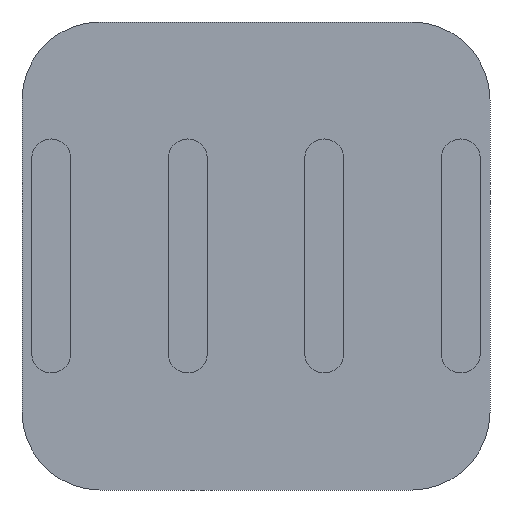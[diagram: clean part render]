
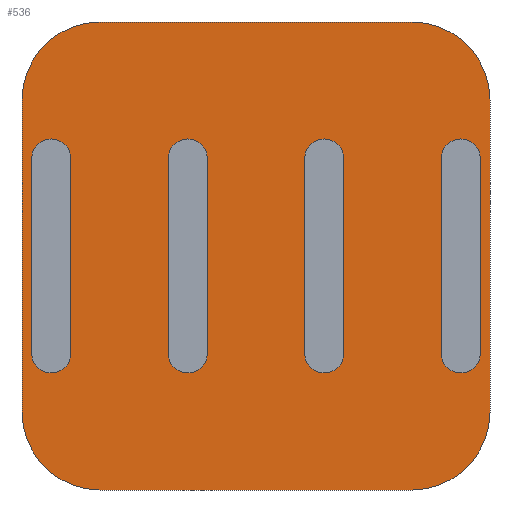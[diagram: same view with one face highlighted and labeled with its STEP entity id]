
A CAD part, front view. The second image highlights one B-rep face of the part: STEP entity #536.
In plain terms, the highlighted planar face has unit normal (0, -1, 0).
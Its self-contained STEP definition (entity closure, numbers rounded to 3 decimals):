
#1=CARTESIAN_POINT('',(2.,0.,-2.));
#2=DIRECTION('',(0.,-1.,0.));
#3=DIRECTION('',(0.,0.,-1.));
#4=AXIS2_PLACEMENT_3D('',#1,#2,#3);
#6=DIRECTION('',(-1.,0.,0.));
#7=VECTOR('',#6,4.);
#8=CARTESIAN_POINT('',(2.,0.,-3.));
#9=LINE('',#8,#7);
#10=CARTESIAN_POINT('',(-2.,0.,-2.));
#11=DIRECTION('',(0.,-1.,0.));
#12=DIRECTION('',(-1.,0.,0.));
#13=AXIS2_PLACEMENT_3D('',#10,#11,#12);
#15=DIRECTION('',(0.,0.,1.));
#16=VECTOR('',#15,4.);
#17=CARTESIAN_POINT('',(-3.,0.,-2.));
#18=LINE('',#17,#16);
#19=CARTESIAN_POINT('',(-2.,0.,2.));
#20=DIRECTION('',(0.,-1.,0.));
#21=DIRECTION('',(0.,0.,1.));
#22=AXIS2_PLACEMENT_3D('',#19,#20,#21);
#24=DIRECTION('',(1.,0.,0.));
#25=VECTOR('',#24,4.);
#26=CARTESIAN_POINT('',(-2.,0.,3.));
#27=LINE('',#26,#25);
#28=CARTESIAN_POINT('',(2.,0.,2.));
#29=DIRECTION('',(0.,-1.,0.));
#30=DIRECTION('',(1.,0.,0.));
#31=AXIS2_PLACEMENT_3D('',#28,#29,#30);
#33=DIRECTION('',(0.,0.,-1.));
#34=VECTOR('',#33,4.);
#35=CARTESIAN_POINT('',(3.,0.,2.));
#36=LINE('',#35,#34);
#37=CARTESIAN_POINT('',(-2.625,0.,-1.25));
#38=DIRECTION('',(0.,-1.,0.));
#39=DIRECTION('',(-1.,0.,0.));
#40=AXIS2_PLACEMENT_3D('',#37,#38,#39);
#42=DIRECTION('',(0.,0.,1.));
#43=VECTOR('',#42,2.5);
#44=CARTESIAN_POINT('',(-2.375,0.,-1.25));
#45=LINE('',#44,#43);
#46=CARTESIAN_POINT('',(-2.625,0.,1.25));
#47=DIRECTION('',(0.,-1.,0.));
#48=DIRECTION('',(1.,0.,0.));
#49=AXIS2_PLACEMENT_3D('',#46,#47,#48);
#51=DIRECTION('',(0.,0.,-1.));
#52=VECTOR('',#51,2.5);
#53=CARTESIAN_POINT('',(-2.875,0.,1.25));
#54=LINE('',#53,#52);
#55=CARTESIAN_POINT('',(-0.875,0.,1.25));
#56=DIRECTION('',(0.,-1.,0.));
#57=DIRECTION('',(1.,0.,0.));
#58=AXIS2_PLACEMENT_3D('',#55,#56,#57);
#60=DIRECTION('',(0.,0.,-1.));
#61=VECTOR('',#60,2.5);
#62=CARTESIAN_POINT('',(-1.125,0.,1.25));
#63=LINE('',#62,#61);
#64=CARTESIAN_POINT('',(-0.875,0.,-1.25));
#65=DIRECTION('',(0.,-1.,0.));
#66=DIRECTION('',(-1.,0.,0.));
#67=AXIS2_PLACEMENT_3D('',#64,#65,#66);
#69=DIRECTION('',(0.,0.,1.));
#70=VECTOR('',#69,2.5);
#71=CARTESIAN_POINT('',(-0.625,0.,-1.25));
#72=LINE('',#71,#70);
#73=DIRECTION('',(0.,0.,-1.));
#74=VECTOR('',#73,2.5);
#75=CARTESIAN_POINT('',(0.625,0.,1.25));
#76=LINE('',#75,#74);
#77=CARTESIAN_POINT('',(0.875,0.,-1.25));
#78=DIRECTION('',(0.,-1.,0.));
#79=DIRECTION('',(-1.,0.,0.));
#80=AXIS2_PLACEMENT_3D('',#77,#78,#79);
#82=DIRECTION('',(0.,0.,1.));
#83=VECTOR('',#82,2.5);
#84=CARTESIAN_POINT('',(1.125,0.,-1.25));
#85=LINE('',#84,#83);
#86=CARTESIAN_POINT('',(0.875,0.,1.25));
#87=DIRECTION('',(0.,-1.,0.));
#88=DIRECTION('',(1.,0.,0.));
#89=AXIS2_PLACEMENT_3D('',#86,#87,#88);
#91=CARTESIAN_POINT('',(2.625,0.,1.25));
#92=DIRECTION('',(0.,-1.,0.));
#93=DIRECTION('',(1.,0.,0.));
#94=AXIS2_PLACEMENT_3D('',#91,#92,#93);
#96=DIRECTION('',(0.,0.,-1.));
#97=VECTOR('',#96,2.5);
#98=CARTESIAN_POINT('',(2.375,0.,1.25));
#99=LINE('',#98,#97);
#100=CARTESIAN_POINT('',(2.625,0.,-1.25));
#101=DIRECTION('',(0.,-1.,0.));
#102=DIRECTION('',(-1.,0.,0.));
#103=AXIS2_PLACEMENT_3D('',#100,#101,#102);
#105=DIRECTION('',(0.,0.,1.));
#106=VECTOR('',#105,2.5);
#107=CARTESIAN_POINT('',(2.875,0.,-1.25));
#108=LINE('',#107,#106);
#361=CARTESIAN_POINT('',(2.,0.,-3.));
#362=CARTESIAN_POINT('',(3.,0.,-2.));
#363=VERTEX_POINT('',#361);
#364=VERTEX_POINT('',#362);
#369=CARTESIAN_POINT('',(-3.,0.,-2.));
#370=CARTESIAN_POINT('',(-2.,0.,-3.));
#371=VERTEX_POINT('',#369);
#372=VERTEX_POINT('',#370);
#377=CARTESIAN_POINT('',(3.,0.,2.));
#378=CARTESIAN_POINT('',(2.,0.,3.));
#379=VERTEX_POINT('',#377);
#380=VERTEX_POINT('',#378);
#385=CARTESIAN_POINT('',(-2.,0.,3.));
#386=CARTESIAN_POINT('',(-3.,0.,2.));
#387=VERTEX_POINT('',#385);
#388=VERTEX_POINT('',#386);
#397=CARTESIAN_POINT('',(-2.375,0.,-1.25));
#398=VERTEX_POINT('',#397);
#399=CARTESIAN_POINT('',(-2.875,0.,-1.25));
#400=VERTEX_POINT('',#399);
#402=CARTESIAN_POINT('',(-2.375,0.,1.25));
#404=VERTEX_POINT('',#402);
#407=CARTESIAN_POINT('',(-2.875,0.,1.25));
#408=VERTEX_POINT('',#407);
#413=CARTESIAN_POINT('',(-1.125,0.,1.25));
#414=VERTEX_POINT('',#413);
#415=CARTESIAN_POINT('',(-0.625,0.,1.25));
#416=VERTEX_POINT('',#415);
#418=CARTESIAN_POINT('',(-1.125,0.,-1.25));
#420=VERTEX_POINT('',#418);
#423=CARTESIAN_POINT('',(-0.625,0.,-1.25));
#424=VERTEX_POINT('',#423);
#426=CARTESIAN_POINT('',(0.625,0.,-1.25));
#428=VERTEX_POINT('',#426);
#431=CARTESIAN_POINT('',(1.125,0.,-1.25));
#432=VERTEX_POINT('',#431);
#437=CARTESIAN_POINT('',(0.625,0.,1.25));
#438=VERTEX_POINT('',#437);
#439=CARTESIAN_POINT('',(1.125,0.,1.25));
#440=VERTEX_POINT('',#439);
#445=CARTESIAN_POINT('',(2.375,0.,1.25));
#446=VERTEX_POINT('',#445);
#447=CARTESIAN_POINT('',(2.875,0.,1.25));
#448=VERTEX_POINT('',#447);
#450=CARTESIAN_POINT('',(2.375,0.,-1.25));
#452=VERTEX_POINT('',#450);
#455=CARTESIAN_POINT('',(2.875,0.,-1.25));
#456=VERTEX_POINT('',#455);
#473=CARTESIAN_POINT('',(0.,0.,0.));
#474=DIRECTION('',(0.,1.,0.));
#475=DIRECTION('',(1.,0.,0.));
#476=AXIS2_PLACEMENT_3D('',#473,#474,#475);
#477=PLANE('',#476);
#479=ORIENTED_EDGE('',*,*,#478,.F.);
#481=ORIENTED_EDGE('',*,*,#480,.T.);
#483=ORIENTED_EDGE('',*,*,#482,.F.);
#485=ORIENTED_EDGE('',*,*,#484,.T.);
#487=ORIENTED_EDGE('',*,*,#486,.F.);
#489=ORIENTED_EDGE('',*,*,#488,.T.);
#491=ORIENTED_EDGE('',*,*,#490,.F.);
#493=ORIENTED_EDGE('',*,*,#492,.T.);
#494=EDGE_LOOP('',(#479,#481,#483,#485,#487,#489,#491,#493));
#495=FACE_OUTER_BOUND('',#494,.F.);
#497=ORIENTED_EDGE('',*,*,#496,.T.);
#499=ORIENTED_EDGE('',*,*,#498,.T.);
#501=ORIENTED_EDGE('',*,*,#500,.T.);
#503=ORIENTED_EDGE('',*,*,#502,.T.);
#504=EDGE_LOOP('',(#497,#499,#501,#503));
#505=FACE_BOUND('',#504,.F.);
#507=ORIENTED_EDGE('',*,*,#506,.T.);
#509=ORIENTED_EDGE('',*,*,#508,.T.);
#511=ORIENTED_EDGE('',*,*,#510,.T.);
#513=ORIENTED_EDGE('',*,*,#512,.T.);
#514=EDGE_LOOP('',(#507,#509,#511,#513));
#515=FACE_BOUND('',#514,.F.);
#517=ORIENTED_EDGE('',*,*,#516,.T.);
#519=ORIENTED_EDGE('',*,*,#518,.T.);
#521=ORIENTED_EDGE('',*,*,#520,.T.);
#523=ORIENTED_EDGE('',*,*,#522,.T.);
#524=EDGE_LOOP('',(#517,#519,#521,#523));
#525=FACE_BOUND('',#524,.F.);
#527=ORIENTED_EDGE('',*,*,#526,.T.);
#529=ORIENTED_EDGE('',*,*,#528,.T.);
#531=ORIENTED_EDGE('',*,*,#530,.T.);
#533=ORIENTED_EDGE('',*,*,#532,.T.);
#534=EDGE_LOOP('',(#527,#529,#531,#533));
#535=FACE_BOUND('',#534,.F.);
#536=ADVANCED_FACE('',(#495,#505,#515,#525,#535),#477,.F.);
#5=CIRCLE('',#4,1.);
#14=CIRCLE('',#13,1.);
#23=CIRCLE('',#22,1.);
#32=CIRCLE('',#31,1.);
#41=CIRCLE('',#40,0.25);
#50=CIRCLE('',#49,0.25);
#59=CIRCLE('',#58,0.25);
#68=CIRCLE('',#67,0.25);
#81=CIRCLE('',#80,0.25);
#90=CIRCLE('',#89,0.25);
#95=CIRCLE('',#94,0.25);
#104=CIRCLE('',#103,0.25);
#478=EDGE_CURVE('',#363,#364,#5,.T.);
#480=EDGE_CURVE('',#363,#372,#9,.T.);
#482=EDGE_CURVE('',#371,#372,#14,.T.);
#484=EDGE_CURVE('',#371,#388,#18,.T.);
#486=EDGE_CURVE('',#387,#388,#23,.T.);
#488=EDGE_CURVE('',#387,#380,#27,.T.);
#490=EDGE_CURVE('',#379,#380,#32,.T.);
#492=EDGE_CURVE('',#379,#364,#36,.T.);
#496=EDGE_CURVE('',#400,#398,#41,.T.);
#498=EDGE_CURVE('',#398,#404,#45,.T.);
#500=EDGE_CURVE('',#404,#408,#50,.T.);
#502=EDGE_CURVE('',#408,#400,#54,.T.);
#506=EDGE_CURVE('',#416,#414,#59,.T.);
#508=EDGE_CURVE('',#414,#420,#63,.T.);
#510=EDGE_CURVE('',#420,#424,#68,.T.);
#512=EDGE_CURVE('',#424,#416,#72,.T.);
#516=EDGE_CURVE('',#438,#428,#76,.T.);
#518=EDGE_CURVE('',#428,#432,#81,.T.);
#520=EDGE_CURVE('',#432,#440,#85,.T.);
#522=EDGE_CURVE('',#440,#438,#90,.T.);
#526=EDGE_CURVE('',#448,#446,#95,.T.);
#528=EDGE_CURVE('',#446,#452,#99,.T.);
#530=EDGE_CURVE('',#452,#456,#104,.T.);
#532=EDGE_CURVE('',#456,#448,#108,.T.);
